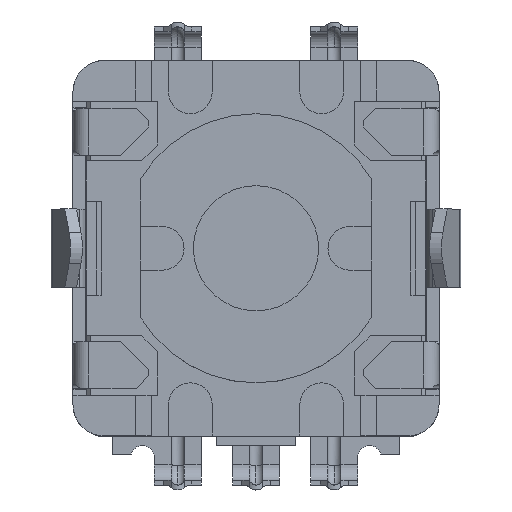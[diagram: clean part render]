
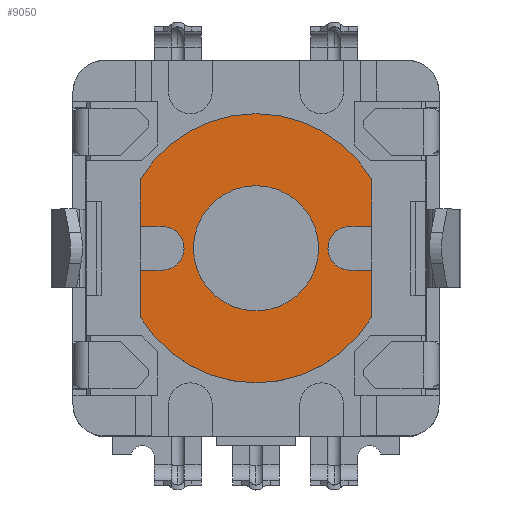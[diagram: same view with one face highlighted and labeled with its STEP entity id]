
A CAD part, top view. The second image highlights one B-rep face of the part: STEP entity #9050.
In plain terms, the highlighted planar face has unit normal (0, 0, 1).
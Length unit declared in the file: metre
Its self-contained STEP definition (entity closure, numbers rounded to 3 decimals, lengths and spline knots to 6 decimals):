
#291=CIRCLE('',#11392,0.0043);
#336=CIRCLE('',#11553,0.0007);
#337=CIRCLE('',#11554,0.0043);
#338=CIRCLE('',#11555,0.0007);
#339=CIRCLE('',#11556,0.002);
#1996=ORIENTED_EDGE('',*,*,#3933,.T.);
#1997=ORIENTED_EDGE('',*,*,#3934,.T.);
#1998=ORIENTED_EDGE('',*,*,#3929,.T.);
#1999=ORIENTED_EDGE('',*,*,#3666,.T.);
#2000=ORIENTED_EDGE('',*,*,#3935,.F.);
#2001=ORIENTED_EDGE('',*,*,#3670,.T.);
#2002=ORIENTED_EDGE('',*,*,#3936,.T.);
#2003=ORIENTED_EDGE('',*,*,#3937,.T.);
#2004=ORIENTED_EDGE('',*,*,#3938,.T.);
#2005=ORIENTED_EDGE('',*,*,#3672,.T.);
#2006=ORIENTED_EDGE('',*,*,#3667,.F.);
#2007=ORIENTED_EDGE('',*,*,#3663,.T.);
#2008=ORIENTED_EDGE('',*,*,#3939,.T.);
#3663=EDGE_CURVE('',#4762,#4761,#5665,.T.);
#3666=EDGE_CURVE('',#4759,#4763,#5668,.T.);
#3667=EDGE_CURVE('',#4762,#4764,#291,.T.);
#3670=EDGE_CURVE('',#4767,#4765,#5671,.T.);
#3672=EDGE_CURVE('',#4768,#4764,#5673,.T.);
#3929=EDGE_CURVE('',#4925,#4759,#5887,.T.);
#3933=EDGE_CURVE('',#4761,#4927,#5890,.T.);
#3934=EDGE_CURVE('',#4927,#4925,#336,.T.);
#3935=EDGE_CURVE('',#4767,#4763,#337,.T.);
#3936=EDGE_CURVE('',#4765,#4928,#5891,.T.);
#3937=EDGE_CURVE('',#4928,#4929,#338,.T.);
#3938=EDGE_CURVE('',#4929,#4768,#5892,.T.);
#3939=EDGE_CURVE('',#4930,#4930,#339,.T.);
#4759=VERTEX_POINT('',#15835);
#4761=VERTEX_POINT('',#15839);
#4762=VERTEX_POINT('',#15841);
#4763=VERTEX_POINT('',#15844);
#4764=VERTEX_POINT('',#15848);
#4765=VERTEX_POINT('',#15852);
#4767=VERTEX_POINT('',#15855);
#4768=VERTEX_POINT('',#15858);
#4925=VERTEX_POINT('',#16382);
#4927=VERTEX_POINT('',#16391);
#4928=VERTEX_POINT('',#16397);
#4929=VERTEX_POINT('',#16399);
#4930=VERTEX_POINT('',#16402);
#5665=LINE('',#15840,#6661);
#5668=LINE('',#15845,#6664);
#5671=LINE('',#15854,#6667);
#5673=LINE('',#15857,#6669);
#5887=LINE('',#16384,#6883);
#5890=LINE('',#16392,#6886);
#5891=LINE('',#16396,#6887);
#5892=LINE('',#16400,#6888);
#6661=VECTOR('',#12919,1.);
#6664=VECTOR('',#12922,1.);
#6667=VECTOR('',#12931,1.);
#6669=VECTOR('',#12933,1.);
#6883=VECTOR('',#13457,1.);
#6886=VECTOR('',#13466,1.);
#6887=VECTOR('',#13473,1.);
#6888=VECTOR('',#13476,1.);
#7412=EDGE_LOOP('',(#1996,#1997,#1998,#1999,#2000,#2001,#2002,#2003,#2004,
#2005,#2006,#2007));
#7413=EDGE_LOOP('',(#2008));
#7909=FACE_BOUND('',#7412,.T.);
#7910=FACE_BOUND('',#7413,.T.);
#8347=PLANE('',#11552);
#9050=ADVANCED_FACE('',(#7909,#7910),#8347,.T.);
#11392=AXIS2_PLACEMENT_3D('',#15847,#12925,#12926);
#11552=AXIS2_PLACEMENT_3D('',#16393,#13467,#13468);
#11553=AXIS2_PLACEMENT_3D('',#16394,#13469,#13470);
#11554=AXIS2_PLACEMENT_3D('',#16395,#13471,#13472);
#11555=AXIS2_PLACEMENT_3D('',#16398,#13474,#13475);
#11556=AXIS2_PLACEMENT_3D('',#16401,#13477,#13478);
#12919=DIRECTION('',(0.,1.,0.));
#12922=DIRECTION('',(0.,1.,0.));
#12925=DIRECTION('',(0.,0.,-1.));
#12926=DIRECTION('',(0.,1.,0.));
#12931=DIRECTION('',(0.,-1.,0.));
#12933=DIRECTION('',(0.,-1.,0.));
#13457=DIRECTION('',(1.,0.,0.));
#13466=DIRECTION('',(-1.,0.,0.));
#13467=DIRECTION('',(0.,0.,1.));
#13468=DIRECTION('',(0.,-1.,0.));
#13469=DIRECTION('',(0.,0.,-1.));
#13470=DIRECTION('',(0.,-1.,0.));
#13471=DIRECTION('',(0.,0.,-1.));
#13472=DIRECTION('',(0.,1.,0.));
#13473=DIRECTION('',(1.,0.,0.));
#13474=DIRECTION('',(0.,0.,-1.));
#13475=DIRECTION('',(0.,-1.,0.));
#13476=DIRECTION('',(-1.,0.,0.));
#13477=DIRECTION('',(0.,0.,-1.));
#13478=DIRECTION('',(0.,1.,0.));
#15835=CARTESIAN_POINT('',(0.00349,0.000771,-0.012154));
#15839=CARTESIAN_POINT('',(0.00349,-0.000629,-0.012154));
#15840=CARTESIAN_POINT('',(0.00349,-0.00212,-0.012154));
#15841=CARTESIAN_POINT('',(0.00349,-0.00212,-0.012154));
#15844=CARTESIAN_POINT('',(0.00349,0.002262,-0.012154));
#15845=CARTESIAN_POINT('',(0.00349,-0.00212,-0.012154));
#15847=CARTESIAN_POINT('',(-0.00021,0.000071,-0.012154));
#15848=CARTESIAN_POINT('',(-0.00391,-0.00212,-0.012154));
#15852=CARTESIAN_POINT('',(-0.00391,0.000771,-0.012154));
#15854=CARTESIAN_POINT('',(-0.00391,0.002262,-0.012154));
#15855=CARTESIAN_POINT('',(-0.00391,0.002262,-0.012154));
#15857=CARTESIAN_POINT('',(-0.00391,0.002262,-0.012154));
#15858=CARTESIAN_POINT('',(-0.00391,-0.000629,-0.012154));
#16382=CARTESIAN_POINT('',(0.00279,0.000771,-0.012154));
#16384=CARTESIAN_POINT('',(-0.00021,0.000771,-0.012154));
#16391=CARTESIAN_POINT('',(0.00279,-0.000629,-0.012154));
#16392=CARTESIAN_POINT('',(-0.00021,-0.000629,
-0.012154));
#16393=CARTESIAN_POINT('',(-0.00021,0.000071,-0.012154));
#16394=CARTESIAN_POINT('',(0.00279,0.000071,-0.012154));
#16395=CARTESIAN_POINT('',(-0.00021,0.000071,-0.012154));
#16396=CARTESIAN_POINT('',(-0.00021,0.000771,-0.012154));
#16397=CARTESIAN_POINT('',(-0.00321,0.000771,-0.012154));
#16398=CARTESIAN_POINT('',(-0.00321,0.000071,-0.012154));
#16399=CARTESIAN_POINT('',(-0.00321,-0.000629,-0.012154));
#16400=CARTESIAN_POINT('',(-0.00021,-0.000629,
-0.012154));
#16401=CARTESIAN_POINT('',(-0.00021,0.000071,-0.012154));
#16402=CARTESIAN_POINT('',(-0.00021,0.002071,-0.012154));
